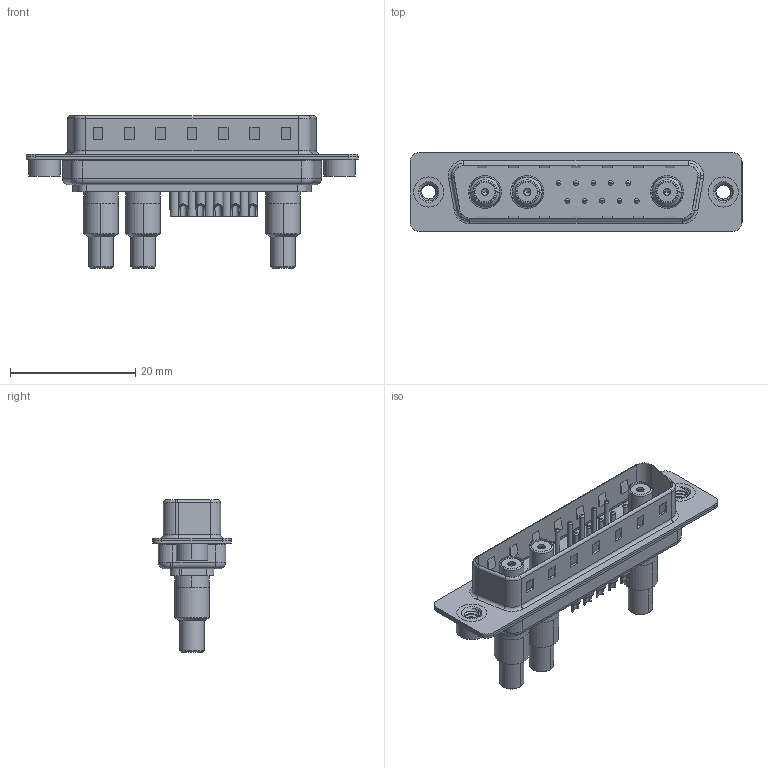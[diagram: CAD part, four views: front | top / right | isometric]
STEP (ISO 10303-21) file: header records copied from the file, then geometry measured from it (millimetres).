
FILE_DESCRIPTION (( 'STEP AP203' ), '1' );
FILE_NAME ('627-13W3222-7T2.STEP', '2019-05-26T12:37:14', ( '' ), ( '' ), 'SwSTEP 2.0', 'SolidWorks 2016', '' );
FILE_SCHEMA (( 'CONFIG_CONTROL_DESIGN' ));
Length unit declared in the file: millimetre
Products named in the file (14): Solder Cover; 627Combo Threaded Rivet_2; Co-Ax Jack Assy_SC; Co-Ax Jack_Solder Cup Tail; 627Combo Contact Row 1_22; Insulator Socket; 627Combo Contact Row 2_22; Insulator Socket 2; 627-13W3222-7T2; Locking Collar; 627Combo Housing_13W3; 627Combo Shell Rear_25 Contacts; Socket_Solder Cup; 627Combo Shell Front_25 Contacts
Assembly tree (24 placements, depth 3):
  627-13W3222-7T2
    627Combo Housing_13W3
    627Combo Shell Rear_25 Contacts
    627Combo Shell Front_25 Contacts
    627Combo Threaded Rivet_2  x2
    Co-Ax Jack Assy_SC  x3
      Co-Ax Jack_Solder Cup Tail
      Insulator Socket
      Insulator Socket 2
      Locking Collar
      Socket_Solder Cup
      Solder Cover
    627Combo Contact Row 1_22  x5
    627Combo Contact Row 2_22  x5
Bounding box: 53 x 12.6 x 24.3 mm (x, y, z)
Volume: 3116 mm3; surface area: 9336.4 mm2
Topology: 33 solids, 33 shells, 1136 faces, 2664 edges, 1640 vertices
Faces by surface type: cylinder 489, plane 381, torus 162, cone 92, bspline 12
Entity records: 21615 total; most frequent: CARTESIAN_POINT 4813, DIRECTION 3341, ORIENTED_EDGE 2982, EDGE_CURVE 1491, AXIS2_PLACEMENT_3D 1287, VERTEX_POINT 940, VECTOR 767, LINE 767
